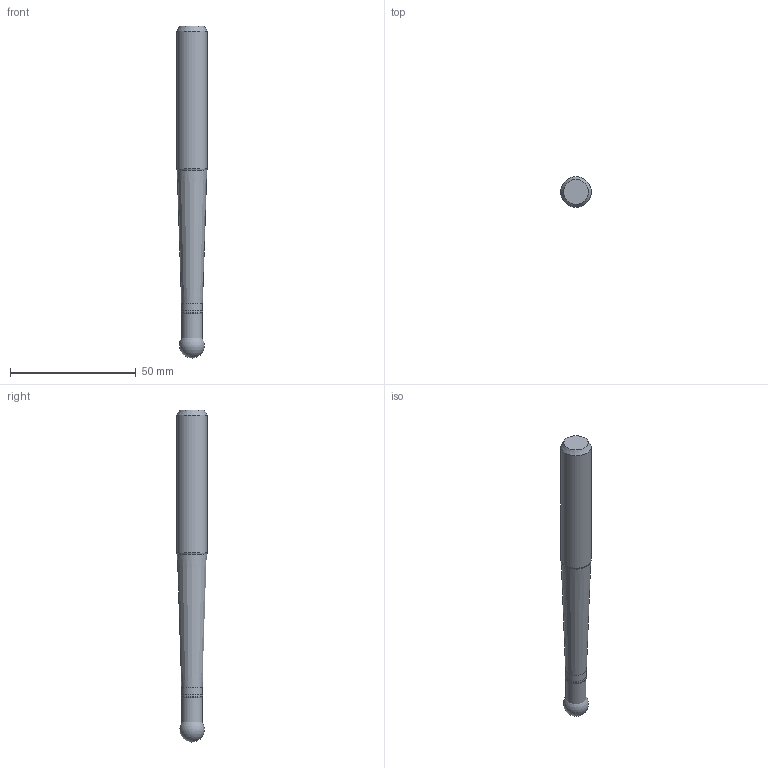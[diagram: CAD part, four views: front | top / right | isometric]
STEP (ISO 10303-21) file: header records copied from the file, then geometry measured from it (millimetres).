
FILE_DESCRIPTION(/* description */ (''),/* implementation_level */ '2;1');
FILE_NAME(/* name */ '1590648574527.stp',/* time_stamp */ '2020-05-28T12:19:57+06:00',/* author */ (''),/* organization */ ('SMS'),/* preprocessor_version */ 'ST-DEVELOPER v16.7',/* originating_system */ 'SIEMENS PLM Software NX 12.0',/* authorisation */ '');
FILE_SCHEMA (('AUTOMOTIVE_DESIGN { 1 0 10303 214 3 1 1 1 }'));
Length unit declared in the file: millimetre
Products named in the file (4): ASSEMBLY_CONSTRUCTION; 202506381mod000_00; 202452387mod000_00; 202452388mod000_00
Assembly tree (3 placements, depth 2):
  202452388mod000_00
    202452387mod000_00
    202506381mod000_00
    ASSEMBLY_CONSTRUCTION
Bounding box: 12.12 x 12.12 x 132 mm (x, y, z)
Volume: 12323.2 mm3; surface area: 4775.7 mm2
Topology: 2 solids, 2 shells, 15 faces, 26 edges, 25 vertices
Faces by surface type: plane 5, cylinder 4, cone 3, sphere 2, torus 1
Full cylindrical faces by diameter (mm): 8.225 x1, 8.35 x1, 8.524 x1, 12.125 x1
Entity records: 530 total; most frequent: CARTESIAN_POINT 82, DIRECTION 80, AXIS2_PLACEMENT_3D 40, EDGE_LOOP 26, ORIENTED_EDGE 26, FACE_BOUND 22, STYLED_ITEM 20, PRESENTATION_STYLE_ASSIGNMENT 20
